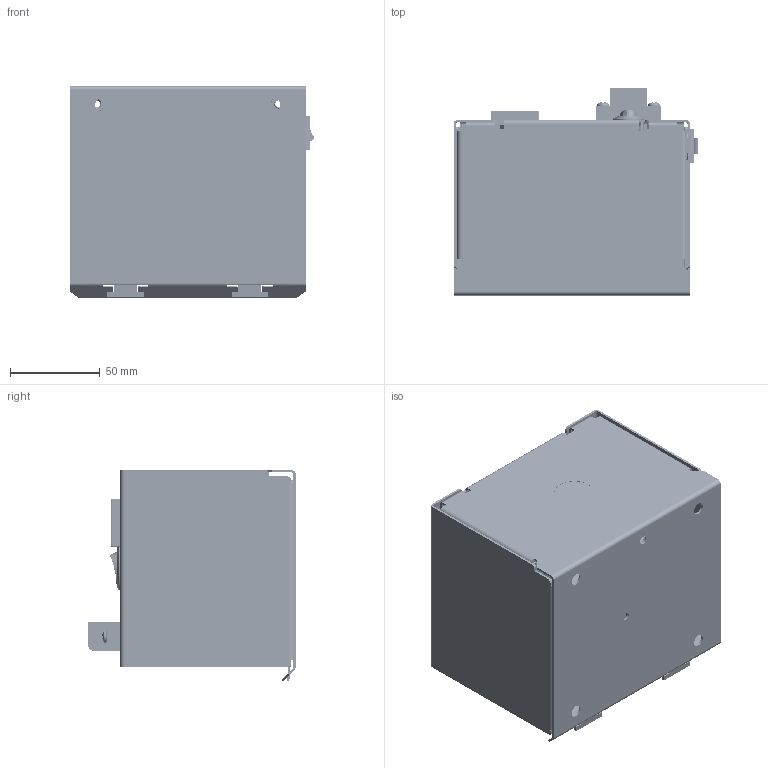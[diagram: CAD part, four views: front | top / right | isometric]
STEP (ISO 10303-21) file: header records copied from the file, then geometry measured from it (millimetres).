
FILE_DESCRIPTION(/* description */ (''),/* implementation_level */ '2;1');
FILE_NAME(/* name */ 'EPS-S100AC1-120-24-B.stp',/* time_stamp */ '2023-12-04T15:35:13-05:00',/* author */ ('cbunnell'),/* organization */ (''),/* preprocessor_version */ 'ST-DEVELOPER v19.2',/* originating_system */ 'Autodesk Inventor 2024',/* authorisation */ '');
FILE_SCHEMA (('AUTOMOTIVE_DESIGN { 1 0 10303 214 3 1 1 }'));
Products named in the file (1): 30E90012G02_Simplify_1
Bounding box: 136.56 x 115.67 x 118.08 mm (x, y, z)
Volume: 368291.2 mm3; surface area: 243871.3 mm2
Topology: 3 solids, 11 shells, 4767 faces, 12813 edges, 8311 vertices
Faces by surface type: plane 2752, cylinder 1060, bspline 615, cone 261, torus 65, sphere 14
Full cylindrical faces by diameter (mm): 1 x4, 1.6 x16, 1.854 x2, 2 x4, 2.3 x2, 2.474 x30, 3.134 x32, 3.3 x4, 3.505 x28, 3.57 x4, 3.795 x16, 3.81 x4, 3.95 x13, 4 x12, 4.1 x8, 4.14 x1, 4.166 x25, 4.231 x1, 4.826 x16, 4.953 x2, 5 x10, 5.08 x2, 6 x8, 6.35 x4, 6.68 x2, 6.858 x6, 7.874 x2, 8 x8, 8.331 x2, 8.636 x2
Entity records: 188350 total; most frequent: CARTESIAN_POINT 71791, ORIENTED_EDGE 25614, DIRECTION 22686, EDGE_CURVE 12807, VERTEX_POINT 8313, AXIS2_PLACEMENT_3D 7818, LINE 7050, VECTOR 7050
